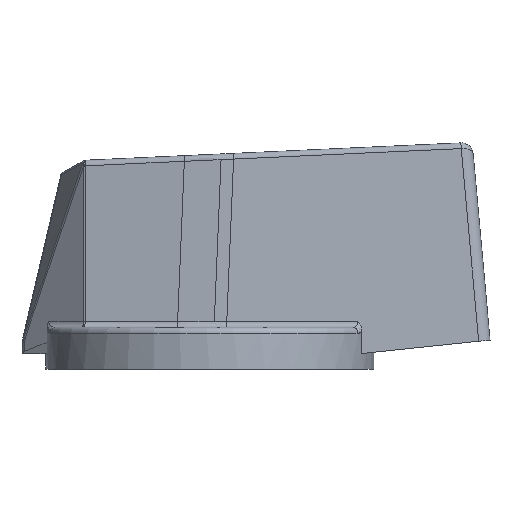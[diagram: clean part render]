
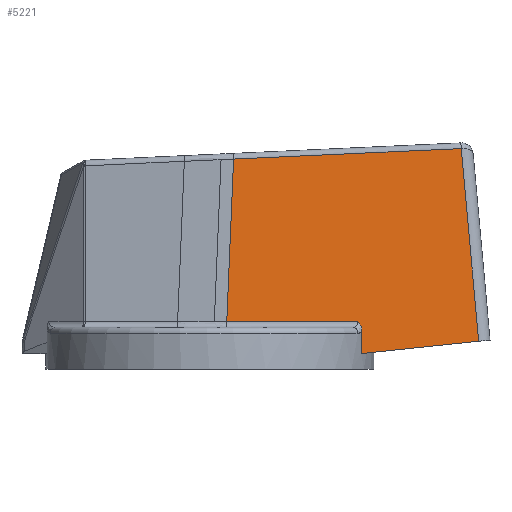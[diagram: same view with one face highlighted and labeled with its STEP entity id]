
A CAD part, front view. The second image highlights one B-rep face of the part: STEP entity #5221.
In plain terms, the highlighted planar face has unit normal (0.04, -0.998, 0.047).
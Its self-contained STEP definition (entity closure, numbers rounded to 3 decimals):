
#302 = CARTESIAN_POINT ( 'NONE',  ( 21.091, -4.098, 14.94 ) ) ;
#455 = VERTEX_POINT ( 'NONE', #2863 ) ;
#497 = CARTESIAN_POINT ( 'NONE',  ( 1.446, -5.558, 0.662 ) ) ;
#572 = EDGE_CURVE ( 'NONE', #455, #987, #2522, .T. ) ;
#729 = CARTESIAN_POINT ( 'NONE',  ( 12.437, -5.124, 0.477 ) ) ;
#777 = LINE ( 'NONE', #497, #3163 ) ;
#954 = DIRECTION ( 'NONE',  ( 0.04, -0.998, 0.047 ) ) ;
#987 = VERTEX_POINT ( 'NONE', #1686 ) ;
#988 = CARTESIAN_POINT ( 'NONE',  ( 1.439, -5.567, 0.477 ) ) ;
#1113 = DIRECTION ( 'NONE',  ( 0.994, 0.045, 0.104 ) ) ;
#1168 = VECTOR ( 'NONE', #5071, 1000. ) ;
#1191 = EDGE_CURVE ( 'NONE', #987, #1703, #2890, .T. ) ;
#1273 = VERTEX_POINT ( 'NONE', #729 ) ;
#1332 = AXIS2_PLACEMENT_3D ( 'NONE', #4034, #954, #4429 ) ;
#1418 = VERTEX_POINT ( 'NONE', #4979 ) ;
#1588 = B_SPLINE_CURVE_WITH_KNOTS ( 'NONE', 3,
 ( #2659, #3049, #3477, #5328, #3973, #5236 ),
 .UNSPECIFIED., .F., .F.,
 ( 4, 2, 4 ),
 ( 0., 0., 0.001 ),
 .UNSPECIFIED. ) ;
#1620 = CARTESIAN_POINT ( 'NONE',  ( -12.601, -6.131, 0.477 ) ) ;
#1632 = EDGE_CURVE ( 'NONE', #1703, #1418, #3846, .T. ) ;
#1686 = CARTESIAN_POINT ( 'NONE',  ( 22.549, -4.795, -1.166 ) ) ;
#1703 = VERTEX_POINT ( 'NONE', #2590 ) ;
#2165 = ORIENTED_EDGE ( 'NONE', *, *, #4136, .T. ) ;
#2216 = CARTESIAN_POINT ( 'NONE',  ( 12.751, -5.145, -0.241 ) ) ;
#2256 = DIRECTION ( 'NONE',  ( -0.042, -0.048, -0.998 ) ) ;
#2486 = CARTESIAN_POINT ( 'NONE',  ( 2.051, -4.903, 14.102 ) ) ;
#2522 = LINE ( 'NONE', #3720, #5619 ) ;
#2590 = CARTESIAN_POINT ( 'NONE',  ( 21.087, -4.096, 14.98 ) ) ;
#2595 = EDGE_LOOP ( 'NONE', ( #2918, #5581, #2851, #5454, #2165, #3525, #5075 ) ) ;
#2659 = CARTESIAN_POINT ( 'NONE',  ( 12.437, -5.124, 0.477 ) ) ;
#2756 = CARTESIAN_POINT ( 'NONE',  ( 12.751, -5.145, -0.241 ) ) ;
#2851 = ORIENTED_EDGE ( 'NONE', *, *, #1632, .T. ) ;
#2863 = CARTESIAN_POINT ( 'NONE',  ( 12.713, -5.239, -2.2 ) ) ;
#2890 = LINE ( 'NONE', #302, #3926 ) ;
#2918 = ORIENTED_EDGE ( 'NONE', *, *, #572, .T. ) ;
#3018 = CARTESIAN_POINT ( 'NONE',  ( 12.713, -5.239, -2.2 ) ) ;
#3049 = CARTESIAN_POINT ( 'NONE',  ( 12.529, -5.125, 0.38 ) ) ;
#3163 = VECTOR ( 'NONE', #2256, 1000. ) ;
#3462 = VERTEX_POINT ( 'NONE', #2756 ) ;
#3477 = CARTESIAN_POINT ( 'NONE',  ( 12.611, -5.127, 0.27 ) ) ;
#3525 = ORIENTED_EDGE ( 'NONE', *, *, #4330, .T. ) ;
#3720 = CARTESIAN_POINT ( 'NONE',  ( 12.334, -5.256, -2.24 ) ) ;
#3846 = LINE ( 'NONE', #2486, #4752 ) ;
#3926 = VECTOR ( 'NONE', #4586, 1000. ) ;
#3973 = CARTESIAN_POINT ( 'NONE',  ( 12.754, -5.139, -0.106 ) ) ;
#4034 = CARTESIAN_POINT ( 'NONE',  ( -12.642, -5.104, 22.41 ) ) ;
#4136 = EDGE_CURVE ( 'NONE', #4225, #1273, #5557, .T. ) ;
#4225 = VERTEX_POINT ( 'NONE', #988 ) ;
#4330 = EDGE_CURVE ( 'NONE', #1273, #3462, #1588, .T. ) ;
#4338 = CARTESIAN_POINT ( 'NONE',  ( 12.738, -5.177, -0.895 ) ) ;
#4429 = DIRECTION ( 'NONE',  ( 0., -0.047, -0.999 ) ) ;
#4586 = DIRECTION ( 'NONE',  ( -0.09, 0.043, 0.995 ) ) ;
#4752 = VECTOR ( 'NONE', #5603, 1000. ) ;
#4772 = CARTESIAN_POINT ( 'NONE',  ( 12.726, -5.208, -1.548 ) ) ;
#4883 =( BOUNDED_CURVE ( )  B_SPLINE_CURVE ( 3, ( #3018, #4772, #4338, #2216 ),
 .UNSPECIFIED., .F., .F. ) 
 B_SPLINE_CURVE_WITH_KNOTS ( ( 4, 4 ),
 ( 1.14, 1.147 ),
 .UNSPECIFIED. ) 
 CURVE ( )  GEOMETRIC_REPRESENTATION_ITEM ( )  RATIONAL_B_SPLINE_CURVE ( ( 1., 1., 1., 1. ) ) 
 REPRESENTATION_ITEM ( '' )  );
#4894 = PLANE ( 'NONE',  #1332 ) ;
#4979 = CARTESIAN_POINT ( 'NONE',  ( 2.008, -4.905, 14.1 ) ) ;
#5071 = DIRECTION ( 'NONE',  ( 0.999, 0.04, 0. ) ) ;
#5075 = ORIENTED_EDGE ( 'NONE', *, *, #5570, .F. ) ;
#5221 = ADVANCED_FACE ( 'NONE', ( #5357 ), #4894, .T. ) ;
#5236 = CARTESIAN_POINT ( 'NONE',  ( 12.751, -5.145, -0.241 ) ) ;
#5256 = EDGE_CURVE ( 'NONE', #1418, #4225, #777, .T. ) ;
#5328 = CARTESIAN_POINT ( 'NONE',  ( 12.723, -5.134, 0.027 ) ) ;
#5357 = FACE_OUTER_BOUND ( 'NONE', #2595, .T. ) ;
#5454 = ORIENTED_EDGE ( 'NONE', *, *, #5256, .T. ) ;
#5557 = LINE ( 'NONE', #1620, #1168 ) ;
#5570 = EDGE_CURVE ( 'NONE', #455, #3462, #4883, .T. ) ;
#5581 = ORIENTED_EDGE ( 'NONE', *, *, #1191, .T. ) ;
#5603 = DIRECTION ( 'NONE',  ( -0.998, -0.042, -0.046 ) ) ;
#5619 = VECTOR ( 'NONE', #1113, 1000. ) ;
